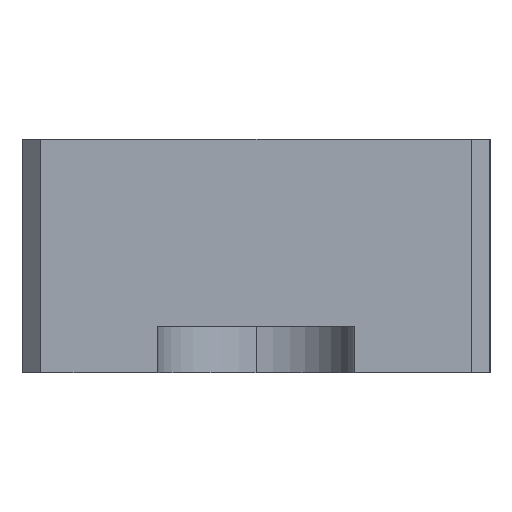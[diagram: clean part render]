
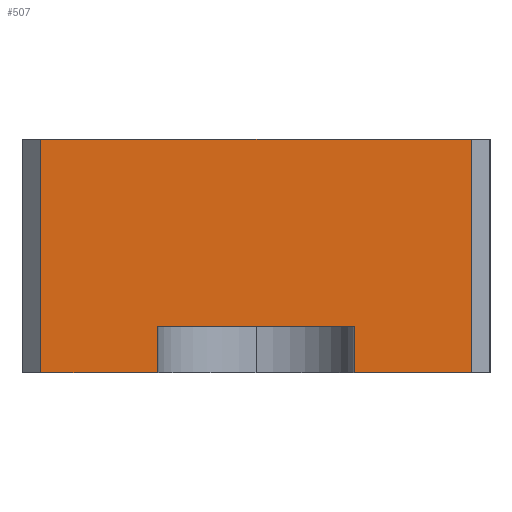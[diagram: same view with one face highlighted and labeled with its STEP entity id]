
A CAD part, left-side view. The second image highlights one B-rep face of the part: STEP entity #507.
In plain terms, the highlighted planar face has unit normal (-1, 0, 0).
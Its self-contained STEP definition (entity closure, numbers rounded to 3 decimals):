
#1 = VERTEX_POINT ( 'NONE', #233 ) ;
#11 = EDGE_CURVE ( 'NONE', #472, #193, #119, .T. ) ;
#19 = DIRECTION ( 'NONE',  ( 0., 0., -1. ) ) ;
#22 = CARTESIAN_POINT ( 'NONE',  ( -168., -23., 0. ) ) ;
#29 = CARTESIAN_POINT ( 'NONE',  ( -168., -23., 25. ) ) ;
#32 = ORIENTED_EDGE ( 'NONE', *, *, #11, .T. ) ;
#36 = EDGE_CURVE ( 'NONE', #193, #1, #551, .T. ) ;
#39 = LINE ( 'NONE', #264, #129 ) ;
#42 = EDGE_CURVE ( 'NONE', #70, #226, #124, .T. ) ;
#53 = CARTESIAN_POINT ( 'NONE',  ( -168., 23., 25. ) ) ;
#58 = ORIENTED_EDGE ( 'NONE', *, *, #302, .F. ) ;
#63 = DIRECTION ( 'NONE',  ( 0., 0., -1. ) ) ;
#64 = DIRECTION ( 'NONE',  ( 0., 1., 0. ) ) ;
#70 = VERTEX_POINT ( 'NONE', #53 ) ;
#95 = CARTESIAN_POINT ( 'NONE',  ( -168., -23., 25. ) ) ;
#119 = LINE ( 'NONE', #457, #270 ) ;
#124 = LINE ( 'NONE', #409, #425 ) ;
#129 = VECTOR ( 'NONE', #257, 1000. ) ;
#143 = ORIENTED_EDGE ( 'NONE', *, *, #42, .T. ) ;
#159 = CARTESIAN_POINT ( 'NONE',  ( -168., -23., 0. ) ) ;
#160 = LINE ( 'NONE', #95, #420 ) ;
#172 = DIRECTION ( 'NONE',  ( 0., -1., 0. ) ) ;
#177 = CARTESIAN_POINT ( 'NONE',  ( -168., -10.5, 25. ) ) ;
#189 = EDGE_LOOP ( 'NONE', ( #32, #500, #455, #58, #437, #143, #392, #675 ) ) ;
#193 = VERTEX_POINT ( 'NONE', #575 ) ;
#201 = CARTESIAN_POINT ( 'NONE',  ( -168., -23., 25. ) ) ;
#202 = VECTOR ( 'NONE', #64, 1000. ) ;
#216 = VECTOR ( 'NONE', #567, 1000. ) ;
#217 = DIRECTION ( 'NONE',  ( 0., 0., -1. ) ) ;
#226 = VERTEX_POINT ( 'NONE', #485 ) ;
#233 = CARTESIAN_POINT ( 'NONE',  ( -168., -10.5, 0. ) ) ;
#241 = CARTESIAN_POINT ( 'NONE',  ( -168., 10.5, 5. ) ) ;
#251 = DIRECTION ( 'NONE',  ( 0., 0., -1. ) ) ;
#256 = VECTOR ( 'NONE', #19, 1000. ) ;
#257 = DIRECTION ( 'NONE',  ( 0., 0., -1. ) ) ;
#264 = CARTESIAN_POINT ( 'NONE',  ( -168., 10.5, 25. ) ) ;
#270 = VECTOR ( 'NONE', #172, 1000. ) ;
#289 = VECTOR ( 'NONE', #616, 1000. ) ;
#292 = EDGE_CURVE ( 'NONE', #472, #294, #39, .T. ) ;
#294 = VERTEX_POINT ( 'NONE', #707 ) ;
#302 = EDGE_CURVE ( 'NONE', #591, #544, #160, .T. ) ;
#303 = PLANE ( 'NONE',  #596 ) ;
#360 = EDGE_CURVE ( 'NONE', #544, #1, #528, .T. ) ;
#361 = FACE_OUTER_BOUND ( 'NONE', #189, .T. ) ;
#371 = DIRECTION ( 'NONE',  ( -1., 0., 0. ) ) ;
#392 = ORIENTED_EDGE ( 'NONE', *, *, #439, .F. ) ;
#409 = CARTESIAN_POINT ( 'NONE',  ( -168., 23., 25. ) ) ;
#411 = LINE ( 'NONE', #681, #216 ) ;
#420 = VECTOR ( 'NONE', #217, 1000. ) ;
#425 = VECTOR ( 'NONE', #63, 1000. ) ;
#437 = ORIENTED_EDGE ( 'NONE', *, *, #514, .T. ) ;
#439 = EDGE_CURVE ( 'NONE', #294, #226, #570, .T. ) ;
#455 = ORIENTED_EDGE ( 'NONE', *, *, #360, .F. ) ;
#457 = CARTESIAN_POINT ( 'NONE',  ( -168., -23., 5. ) ) ;
#472 = VERTEX_POINT ( 'NONE', #241 ) ;
#485 = CARTESIAN_POINT ( 'NONE',  ( -168., 23., 0. ) ) ;
#500 = ORIENTED_EDGE ( 'NONE', *, *, #36, .T. ) ;
#507 = ADVANCED_FACE ( 'NONE', ( #361 ), #303, .T. ) ;
#514 = EDGE_CURVE ( 'NONE', #591, #70, #411, .T. ) ;
#528 = LINE ( 'NONE', #652, #202 ) ;
#544 = VERTEX_POINT ( 'NONE', #159 ) ;
#551 = LINE ( 'NONE', #177, #256 ) ;
#567 = DIRECTION ( 'NONE',  ( 0., 1., 0. ) ) ;
#570 = LINE ( 'NONE', #22, #289 ) ;
#575 = CARTESIAN_POINT ( 'NONE',  ( -168., -10.5, 5. ) ) ;
#591 = VERTEX_POINT ( 'NONE', #201 ) ;
#596 = AXIS2_PLACEMENT_3D ( 'NONE', #29, #371, #251 ) ;
#616 = DIRECTION ( 'NONE',  ( 0., 1., 0. ) ) ;
#652 = CARTESIAN_POINT ( 'NONE',  ( -168., -23., 0. ) ) ;
#675 = ORIENTED_EDGE ( 'NONE', *, *, #292, .F. ) ;
#681 = CARTESIAN_POINT ( 'NONE',  ( -168., -23., 25. ) ) ;
#707 = CARTESIAN_POINT ( 'NONE',  ( -168., 10.5, 0. ) ) ;
